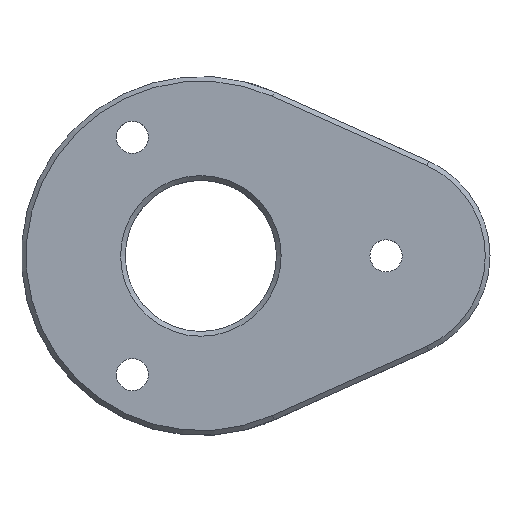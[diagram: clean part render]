
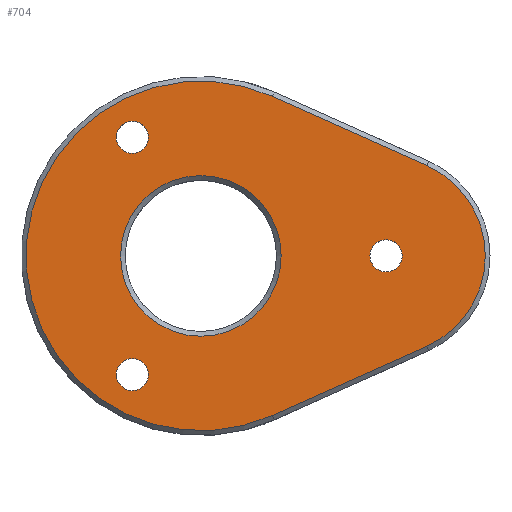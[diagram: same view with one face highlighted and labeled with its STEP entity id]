
A CAD part, top view. The second image highlights one B-rep face of the part: STEP entity #704.
In plain terms, the highlighted planar face has unit normal (0, 0, 1).
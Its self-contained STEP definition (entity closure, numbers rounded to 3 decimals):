
#15=FACE_BOUND('',#235,.T.);
#16=FACE_BOUND('',#236,.T.);
#17=FACE_BOUND('',#237,.T.);
#18=FACE_BOUND('',#238,.T.);
#31=PLANE('',#756);
#43=CIRCLE('',#754,8.5);
#45=CIRCLE('',#757,10.5);
#46=CIRCLE('',#758,18.5);
#47=CIRCLE('',#759,1.7);
#48=CIRCLE('',#760,1.7);
#49=CIRCLE('',#761,1.7);
#92=LINE('',#1514,#137);
#93=LINE('',#1518,#138);
#137=VECTOR('',#855,10.);
#138=VECTOR('',#858,10.);
#195=FACE_OUTER_BOUND('',#234,.T.);
#234=EDGE_LOOP('',(#539,#540,#541,#542));
#235=EDGE_LOOP('',(#543));
#236=EDGE_LOOP('',(#544));
#237=EDGE_LOOP('',(#545));
#238=EDGE_LOOP('',(#546));
#326=VERTEX_POINT('',#1506);
#328=VERTEX_POINT('',#1512);
#329=VERTEX_POINT('',#1513);
#330=VERTEX_POINT('',#1515);
#331=VERTEX_POINT('',#1517);
#332=VERTEX_POINT('',#1520);
#333=VERTEX_POINT('',#1522);
#334=VERTEX_POINT('',#1524);
#405=EDGE_CURVE('',#326,#326,#43,.T.);
#408=EDGE_CURVE('',#328,#329,#92,.T.);
#409=EDGE_CURVE('',#330,#328,#45,.T.);
#410=EDGE_CURVE('',#331,#330,#93,.T.);
#411=EDGE_CURVE('',#329,#331,#46,.T.);
#412=EDGE_CURVE('',#332,#332,#47,.T.);
#413=EDGE_CURVE('',#333,#333,#48,.T.);
#414=EDGE_CURVE('',#334,#334,#49,.T.);
#539=ORIENTED_EDGE('',*,*,#408,.F.);
#540=ORIENTED_EDGE('',*,*,#409,.F.);
#541=ORIENTED_EDGE('',*,*,#410,.F.);
#542=ORIENTED_EDGE('',*,*,#411,.F.);
#543=ORIENTED_EDGE('',*,*,#412,.T.);
#544=ORIENTED_EDGE('',*,*,#413,.T.);
#545=ORIENTED_EDGE('',*,*,#414,.T.);
#546=ORIENTED_EDGE('',*,*,#405,.F.);
#704=ADVANCED_FACE('',(#195,#15,#16,#17,#18),#31,.T.);
#754=AXIS2_PLACEMENT_3D('',#1507,#848,#849);
#756=AXIS2_PLACEMENT_3D('',#1511,#853,#854);
#757=AXIS2_PLACEMENT_3D('',#1516,#856,#857);
#758=AXIS2_PLACEMENT_3D('',#1519,#859,#860);
#759=AXIS2_PLACEMENT_3D('',#1521,#861,#862);
#760=AXIS2_PLACEMENT_3D('',#1523,#863,#864);
#761=AXIS2_PLACEMENT_3D('',#1525,#865,#866);
#848=DIRECTION('center_axis',(0.,0.,1.));
#849=DIRECTION('ref_axis',(1.,0.,0.));
#853=DIRECTION('center_axis',(0.,0.,1.));
#854=DIRECTION('ref_axis',(1.,0.,0.));
#855=DIRECTION('',(-0.913,-0.408,0.));
#856=DIRECTION('center_axis',(0.,0.,-1.));
#857=DIRECTION('ref_axis',(1.,0.,0.));
#858=DIRECTION('',(0.913,-0.408,0.));
#859=DIRECTION('center_axis',(0.,0.,-1.));
#860=DIRECTION('ref_axis',(-1.,0.,0.));
#861=DIRECTION('center_axis',(0.,0.,-1.));
#862=DIRECTION('ref_axis',(1.,0.,0.));
#863=DIRECTION('center_axis',(0.,0.,-1.));
#864=DIRECTION('ref_axis',(1.,0.,0.));
#865=DIRECTION('center_axis',(0.,0.,-1.));
#866=DIRECTION('ref_axis',(1.,0.,0.));
#1506=CARTESIAN_POINT('',(-8.5,0.,11.));
#1507=CARTESIAN_POINT('Origin',(0.,0.,11.));
#1511=CARTESIAN_POINT('Origin',(5.8,0.,11.));
#1512=CARTESIAN_POINT('',(23.886,-9.586,11.));
#1513=CARTESIAN_POINT('',(7.551,-16.889,11.));
#1514=CARTESIAN_POINT('',(9.968,-15.808,11.));
#1515=CARTESIAN_POINT('',(23.886,9.586,11.));
#1516=CARTESIAN_POINT('Origin',(19.6,0.,11.));
#1517=CARTESIAN_POINT('',(7.551,16.889,11.));
#1518=CARTESIAN_POINT('',(18.135,12.157,11.));
#1519=CARTESIAN_POINT('Origin',(0.,0.,11.));
#1520=CARTESIAN_POINT('',(17.9,0.,11.));
#1521=CARTESIAN_POINT('Origin',(19.6,0.,11.));
#1522=CARTESIAN_POINT('',(-8.95,12.557,11.));
#1523=CARTESIAN_POINT('Origin',(-7.25,12.557,11.));
#1524=CARTESIAN_POINT('',(-8.95,-12.557,11.));
#1525=CARTESIAN_POINT('Origin',(-7.25,-12.557,11.));
